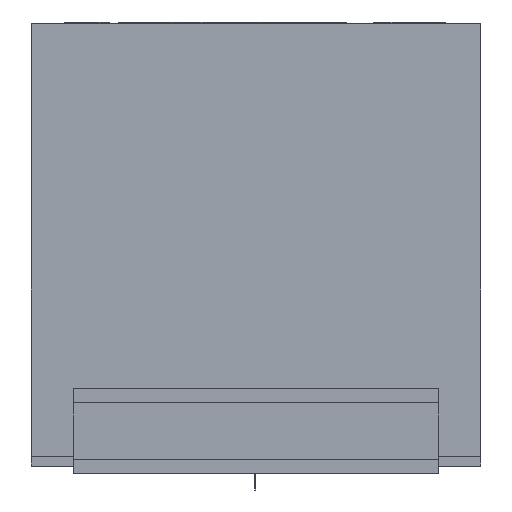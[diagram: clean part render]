
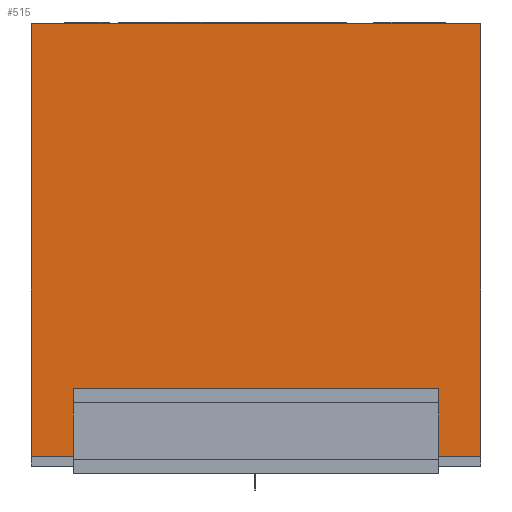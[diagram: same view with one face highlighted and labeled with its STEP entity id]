
A CAD part, left-side view. The second image highlights one B-rep face of the part: STEP entity #515.
In plain terms, the highlighted planar face has unit normal (-1, 0, 0).
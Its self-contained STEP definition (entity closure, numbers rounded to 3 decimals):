
#422 = VERTEX_POINT ( 'NONE', #7495 ) ;
#475 = VERTEX_POINT ( 'NONE', #7555 ) ;
#478 = EDGE_CURVE ( 'NONE', #475, #422, #7617, .T. ) ;
#481 = EDGE_CURVE ( 'NONE', #482, #475, #7612, .T. ) ;
#482 = VERTEX_POINT ( 'NONE', #7603 ) ;
#491 = ORIENTED_EDGE ( 'NONE', *, *, #478, .F. ) ;
#492 = ORIENTED_EDGE ( 'NONE', *, *, #481, .F. ) ;
#493 = ORIENTED_EDGE ( 'NONE', *, *, #494, .F. ) ;
#494 = EDGE_CURVE ( 'NONE', #512, #482, #7586, .T. ) ;
#511 = EDGE_CURVE ( 'NONE', #422, #512, #7669, .T. ) ;
#512 = VERTEX_POINT ( 'NONE', #7662 ) ;
#515 = ADVANCED_FACE ( 'NONE', ( #7657 ), #7656, .F. ) ;
#516 = EDGE_LOOP ( 'NONE', ( #517, #491, #492, #493 ) ) ;
#517 = ORIENTED_EDGE ( 'NONE', *, *, #511, .F. ) ;
#7495 = CARTESIAN_POINT ( 'NONE',  ( -2.13, -1.6, 3.08 ) ) ;
#7555 = CARTESIAN_POINT ( 'NONE',  ( -2.13, 1.6, 3.08 ) ) ;
#7586 = LINE ( 'NONE', #7646, #7645 ) ;
#7603 = CARTESIAN_POINT ( 'NONE',  ( -2.13, 1.6, 0. ) ) ;
#7604 = DIRECTION ( 'NONE',  ( 0., 0., 1. ) ) ;
#7605 = VECTOR ( 'NONE', #7604, 1000. ) ;
#7606 = CARTESIAN_POINT ( 'NONE',  ( -2.13, 1.6, 0. ) ) ;
#7612 = LINE ( 'NONE', #7606, #7605 ) ;
#7614 = DIRECTION ( 'NONE',  ( 0., -1., 0. ) ) ;
#7615 = VECTOR ( 'NONE', #7614, 1000. ) ;
#7616 = CARTESIAN_POINT ( 'NONE',  ( -2.13, 1.6, 3.08 ) ) ;
#7617 = LINE ( 'NONE', #7616, #7615 ) ;
#7644 = DIRECTION ( 'NONE',  ( 0., 1., 0. ) ) ;
#7645 = VECTOR ( 'NONE', #7644, 1000. ) ;
#7646 = CARTESIAN_POINT ( 'NONE',  ( -2.13, 1.6, 0. ) ) ;
#7651 = DIRECTION ( 'NONE',  ( 0., 0., -1. ) ) ;
#7652 = DIRECTION ( 'NONE',  ( 1., 0., 0. ) ) ;
#7653 = CARTESIAN_POINT ( 'NONE',  ( -2.13, 1.6, 0. ) ) ;
#7655 = AXIS2_PLACEMENT_3D ( 'NONE', #7653, #7652, #7651 ) ;
#7656 = PLANE ( 'NONE',  #7655 ) ;
#7657 = FACE_OUTER_BOUND ( 'NONE', #516, .T. ) ;
#7662 = CARTESIAN_POINT ( 'NONE',  ( -2.13, -1.6, 0. ) ) ;
#7663 = DIRECTION ( 'NONE',  ( 0., 0., -1. ) ) ;
#7664 = VECTOR ( 'NONE', #7663, 1000. ) ;
#7665 = CARTESIAN_POINT ( 'NONE',  ( -2.13, -1.6, 0. ) ) ;
#7669 = LINE ( 'NONE', #7665, #7664 ) ;
